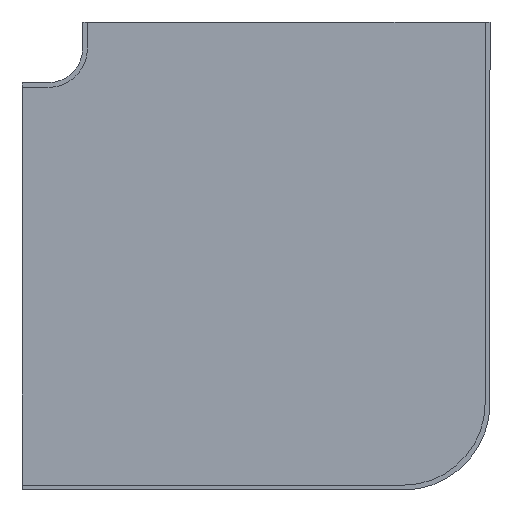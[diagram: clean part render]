
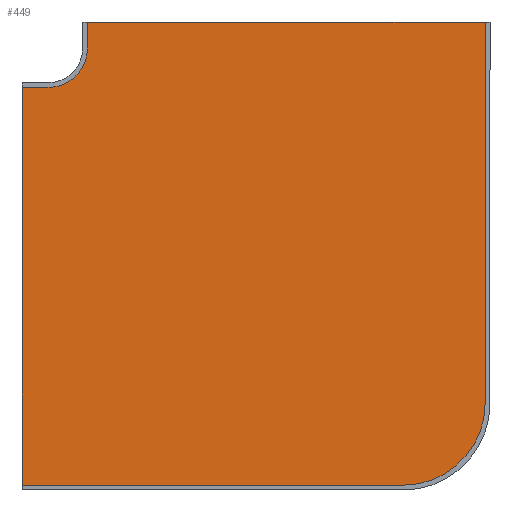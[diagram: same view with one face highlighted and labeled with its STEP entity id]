
A CAD part, front view. The second image highlights one B-rep face of the part: STEP entity #449.
In plain terms, the highlighted planar face has unit normal (0, -1, 0).
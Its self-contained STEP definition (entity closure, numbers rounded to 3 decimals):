
#6 = EDGE_CURVE ( 'NONE', #12, #468, #601, .T. ) ;
#12 = VERTEX_POINT ( 'NONE', #279 ) ;
#15 = ORIENTED_EDGE ( 'NONE', *, *, #234, .F. ) ;
#34 = CARTESIAN_POINT ( 'NONE',  ( -135.05, 29.2, 97.25 ) ) ;
#36 = EDGE_CURVE ( 'NONE', #427, #377, #262, .T. ) ;
#38 = ORIENTED_EDGE ( 'NONE', *, *, #404, .F. ) ;
#40 = VECTOR ( 'NONE', #124, 1000. ) ;
#42 = LINE ( 'NONE', #118, #40 ) ;
#95 = VECTOR ( 'NONE', #240, 1000. ) ;
#118 = CARTESIAN_POINT ( 'NONE',  ( -97.25, 29.2, 120.05 ) ) ;
#124 = DIRECTION ( 'NONE',  ( 0., 0., 1. ) ) ;
#134 = DIRECTION ( 'NONE',  ( 1., 0., 0. ) ) ;
#140 = VECTOR ( 'NONE', #454, 1000. ) ;
#145 = LINE ( 'NONE', #492, #140 ) ;
#174 = CARTESIAN_POINT ( 'NONE',  ( -97.25, 29.2, 135.05 ) ) ;
#198 = AXIS2_PLACEMENT_3D ( 'NONE', #260, #259, #256 ) ;
#205 = DIRECTION ( 'NONE',  ( 0., 0., 1. ) ) ;
#210 = VECTOR ( 'NONE', #600, 1000. ) ;
#211 = AXIS2_PLACEMENT_3D ( 'NONE', #356, #388, #344 ) ;
#221 = LINE ( 'NONE', #604, #210 ) ;
#222 = VECTOR ( 'NONE', #134, 1000. ) ;
#223 = LINE ( 'NONE', #34, #222 ) ;
#234 = EDGE_CURVE ( 'NONE', #409, #427, #223, .T. ) ;
#240 = DIRECTION ( 'NONE',  ( 1., 0., 0. ) ) ;
#254 = CARTESIAN_POINT ( 'NONE',  ( -100.05, 29.2, 135.05 ) ) ;
#256 = DIRECTION ( 'NONE',  ( 0., 0., 1. ) ) ;
#259 = DIRECTION ( 'NONE',  ( 0., 1., 0. ) ) ;
#260 = CARTESIAN_POINT ( 'NONE',  ( 85.05, 29.2, -85.05 ) ) ;
#262 = CIRCLE ( 'NONE', #354, 22.8 ) ;
#268 = VECTOR ( 'NONE', #575, 1000. ) ;
#279 = CARTESIAN_POINT ( 'NONE',  ( 85.05, 29.2, -132.25 ) ) ;
#285 = DIRECTION ( 'NONE',  ( 0., -1., 0. ) ) ;
#299 = CARTESIAN_POINT ( 'NONE',  ( -120.05, 29.2, 120.05 ) ) ;
#302 = ORIENTED_EDGE ( 'NONE', *, *, #581, .F. ) ;
#321 = ORIENTED_EDGE ( 'NONE', *, *, #323, .F. ) ;
#323 = EDGE_CURVE ( 'NONE', #397, #426, #221, .T. ) ;
#335 = CARTESIAN_POINT ( 'NONE',  ( -135.05, 29.2, -132.25 ) ) ;
#344 = DIRECTION ( 'NONE',  ( 0., 0., 1. ) ) ;
#350 = PLANE ( 'NONE',  #211 ) ;
#354 = AXIS2_PLACEMENT_3D ( 'NONE', #299, #285, #205 ) ;
#355 = CIRCLE ( 'NONE', #198, 47.2 ) ;
#356 = CARTESIAN_POINT ( 'NONE',  ( 85.05, 29.2, -85.05 ) ) ;
#366 = LINE ( 'NONE', #254, #95 ) ;
#377 = VERTEX_POINT ( 'NONE', #551 ) ;
#388 = DIRECTION ( 'NONE',  ( 0., 1., 0. ) ) ;
#397 = VERTEX_POINT ( 'NONE', #501 ) ;
#404 = EDGE_CURVE ( 'NONE', #468, #409, #145, .T. ) ;
#409 = VERTEX_POINT ( 'NONE', #441 ) ;
#412 = EDGE_LOOP ( 'NONE', ( #573, #599, #321, #583, #302, #593, #15, #38 ) ) ;
#414 = CARTESIAN_POINT ( 'NONE',  ( 132.25, 29.2, -85.05 ) ) ;
#426 = VERTEX_POINT ( 'NONE', #414 ) ;
#427 = VERTEX_POINT ( 'NONE', #442 ) ;
#441 = CARTESIAN_POINT ( 'NONE',  ( -135.05, 29.2, 97.25 ) ) ;
#442 = CARTESIAN_POINT ( 'NONE',  ( -120.05, 29.2, 97.25 ) ) ;
#445 = CARTESIAN_POINT ( 'NONE',  ( -135.05, 29.2, -132.25 ) ) ;
#449 = ADVANCED_FACE ( 'NONE', ( #493 ), #350, .F. ) ;
#454 = DIRECTION ( 'NONE',  ( 0., 0., 1. ) ) ;
#468 = VERTEX_POINT ( 'NONE', #335 ) ;
#491 = EDGE_CURVE ( 'NONE', #426, #12, #355, .T. ) ;
#492 = CARTESIAN_POINT ( 'NONE',  ( -135.05, 29.2, 100.05 ) ) ;
#493 = FACE_OUTER_BOUND ( 'NONE', #412, .T. ) ;
#501 = CARTESIAN_POINT ( 'NONE',  ( 132.25, 29.2, 135.05 ) ) ;
#509 = EDGE_CURVE ( 'NONE', #565, #397, #366, .T. ) ;
#551 = CARTESIAN_POINT ( 'NONE',  ( -97.25, 29.2, 120.05 ) ) ;
#565 = VERTEX_POINT ( 'NONE', #174 ) ;
#573 = ORIENTED_EDGE ( 'NONE', *, *, #6, .F. ) ;
#575 = DIRECTION ( 'NONE',  ( -1., 0., 0. ) ) ;
#581 = EDGE_CURVE ( 'NONE', #377, #565, #42, .T. ) ;
#583 = ORIENTED_EDGE ( 'NONE', *, *, #509, .F. ) ;
#593 = ORIENTED_EDGE ( 'NONE', *, *, #36, .F. ) ;
#599 = ORIENTED_EDGE ( 'NONE', *, *, #491, .F. ) ;
#600 = DIRECTION ( 'NONE',  ( 0., 0., -1. ) ) ;
#601 = LINE ( 'NONE', #445, #268 ) ;
#604 = CARTESIAN_POINT ( 'NONE',  ( 132.25, 29.2, 135.05 ) ) ;
